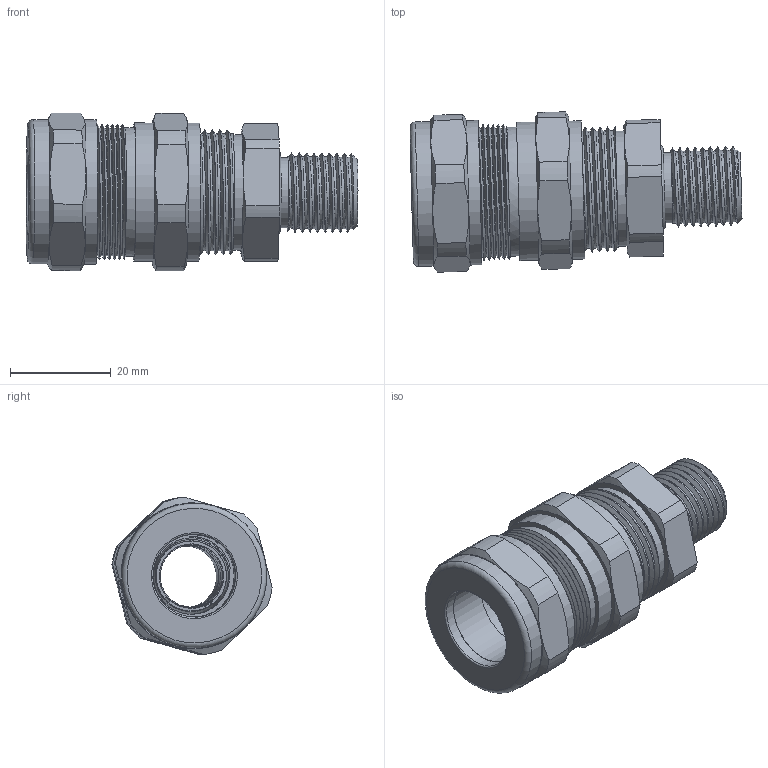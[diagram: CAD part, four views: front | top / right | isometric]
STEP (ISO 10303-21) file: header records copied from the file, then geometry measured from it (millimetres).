
FILE_DESCRIPTION(/* description */ ('RST-Gamma-X-Universal M16'),/* implementation_level */ '2;1');
FILE_NAME(/* name */ 'KBAU01M16-RST.stp',/* time_stamp */ '2020-03-25T13:34:25+01:00',/* author */ ('sl'),/* organization */ (''),/* preprocessor_version */ 'ST-DEVELOPER v16.5',/* originating_system */ 'Autodesk Inventor 2017',/* authorisation */ '');
FILE_SCHEMA (('AUTOMOTIVE_DESIGN { 1 0 10303 214 3 1 1 }'));
Length unit declared in the file: millimetre
Products named in the file (11): KBAU01M16; KBAU01M16_1; KBAU01M16_2; KBAU01M16_3; KBAU01M16_4; KBAU01M16_5; KBAU01M16_6; KBAU01M16_7; KBAU01M16_8; KBAU01M16_9; KBAU01M16_10
Assembly tree (10 placements, depth 2):
  KBAU01M16
    KBAU01M16_1
    KBAU01M16_2
    KBAU01M16_3
    KBAU01M16_4
    KBAU01M16_5
    KBAU01M16_6
    KBAU01M16_7
    KBAU01M16_8
    KBAU01M16_9
    KBAU01M16_10
Bounding box: 65.89 x 31.81 x 31.35 mm (x, y, z)
Volume: 19036.7 mm3; surface area: 23235.9 mm2
Topology: 11 solids, 11 shells, 307 faces, 719 edges, 451 vertices
Faces by surface type: cylinder 99, plane 71, cone 51, bspline 40, torus 38, sphere 8
Full cylindrical faces by diameter (mm): 12.19 x1, 12.33 x1, 12.39 x1, 13.95 x1, 15.86 x1, 16.4 x1, 16.45 x1, 16.95 x1, 17.35 x1, 18.02 x1, 18.43 x1, 18.62 x1, 19.02 x2, 20.11 x2, 21.31 x2, 21.52 x2, 21.58 x2, 22.11 x1, 22.58 x1, 22.95 x1, 23.55 x5, 25.63 x1, 26 x4, 27.51 x2, 28.74 x2
Entity records: 17933 total; most frequent: CARTESIAN_POINT 11503, DIRECTION 1257, ORIENTED_EDGE 1212, EDGE_CURVE 606, AXIS2_PLACEMENT_3D 537, VERTEX_POINT 420, EDGE_LOOP 404, FACE_OUTER_BOUND 296
